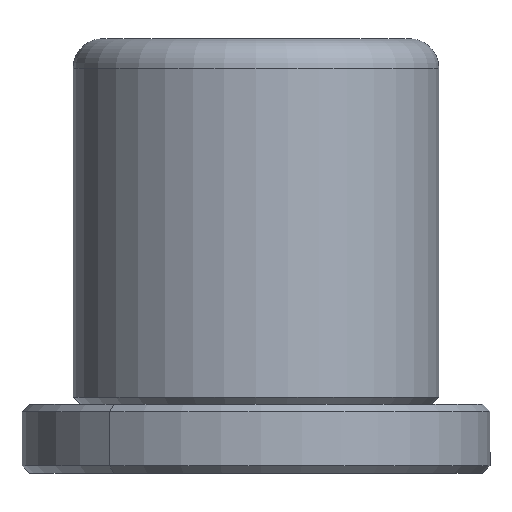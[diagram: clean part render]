
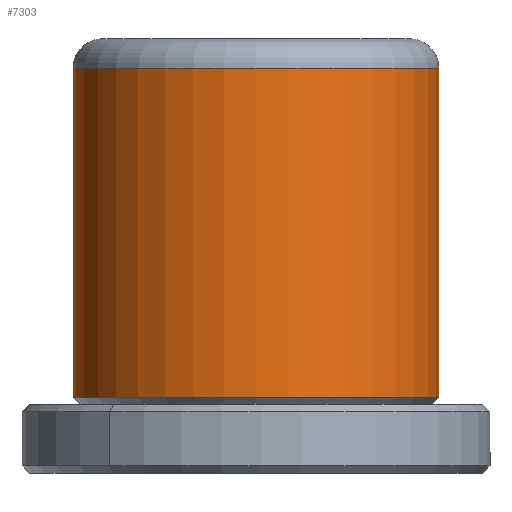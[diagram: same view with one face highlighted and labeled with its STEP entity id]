
A CAD part, front view. The second image highlights one B-rep face of the part: STEP entity #7303.
In plain terms, the highlighted cylindrical face has radius 12.5 mm (diameter 25 mm), a partial arc.
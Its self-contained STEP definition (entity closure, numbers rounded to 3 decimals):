
#116 = EDGE_CURVE ( 'NONE', #7318, #9649, #7891, .T. ) ;
#158 = AXIS2_PLACEMENT_3D ( 'NONE', #1829, #8275, #896 ) ;
#510 = ORIENTED_EDGE ( 'NONE', *, *, #9552, .T. ) ;
#896 = DIRECTION ( 'NONE',  ( 1., 0., 0. ) ) ;
#1120 = DIRECTION ( 'NONE',  ( 0., 0., -1. ) ) ;
#1172 = CARTESIAN_POINT ( 'NONE',  ( 10.995, 4.523, 12.5 ) ) ;
#1788 = VECTOR ( 'NONE', #3014, 1000. ) ;
#1829 = CARTESIAN_POINT ( 'NONE',  ( 10.995, 4.523, -12. ) ) ;
#1892 = DIRECTION ( 'NONE',  ( 0., 0., -1. ) ) ;
#2680 = DIRECTION ( 'NONE',  ( 0., 0., -1. ) ) ;
#2682 = ORIENTED_EDGE ( 'NONE', *, *, #9144, .F. ) ;
#3014 = DIRECTION ( 'NONE',  ( 0., 0., -1. ) ) ;
#3381 = VERTEX_POINT ( 'NONE', #6816 ) ;
#3564 = CARTESIAN_POINT ( 'NONE',  ( 10.995, 4.523, 10.5 ) ) ;
#3581 = EDGE_LOOP ( 'NONE', ( #2682, #510, #10093, #7587 ) ) ;
#3649 = VECTOR ( 'NONE', #2680, 1000. ) ;
#3801 = CYLINDRICAL_SURFACE ( 'NONE', #4368, 12.5 ) ;
#4368 = AXIS2_PLACEMENT_3D ( 'NONE', #1172, #1120, #9464 ) ;
#4425 = CARTESIAN_POINT ( 'NONE',  ( 23.495, 4.523, -12. ) ) ;
#4553 = CIRCLE ( 'NONE', #4881, 12.5 ) ;
#4694 = CARTESIAN_POINT ( 'NONE',  ( 23.495, 4.523, 12.5 ) ) ;
#4881 = AXIS2_PLACEMENT_3D ( 'NONE', #3564, #1892, #6847 ) ;
#4988 = EDGE_CURVE ( 'NONE', #3381, #7318, #7309, .T. ) ;
#6459 = LINE ( 'NONE', #4694, #1788 ) ;
#6816 = CARTESIAN_POINT ( 'NONE',  ( -1.505, 4.523, 10.5 ) ) ;
#6847 = DIRECTION ( 'NONE',  ( 1., 0., 0. ) ) ;
#7303 = ADVANCED_FACE ( 'NONE', ( #8551 ), #3801, .T. ) ;
#7309 = LINE ( 'NONE', #9206, #3649 ) ;
#7318 = VERTEX_POINT ( 'NONE', #7842 ) ;
#7334 = CARTESIAN_POINT ( 'NONE',  ( 23.495, 4.523, 10.5 ) ) ;
#7587 = ORIENTED_EDGE ( 'NONE', *, *, #116, .T. ) ;
#7842 = CARTESIAN_POINT ( 'NONE',  ( -1.505, 4.523, -12. ) ) ;
#7891 = CIRCLE ( 'NONE', #158, 12.5 ) ;
#8275 = DIRECTION ( 'NONE',  ( 0., 0., 1. ) ) ;
#8551 = FACE_OUTER_BOUND ( 'NONE', #3581, .T. ) ;
#8647 = VERTEX_POINT ( 'NONE', #7334 ) ;
#9144 = EDGE_CURVE ( 'NONE', #8647, #9649, #6459, .T. ) ;
#9206 = CARTESIAN_POINT ( 'NONE',  ( -1.505, 4.523, 12.5 ) ) ;
#9464 = DIRECTION ( 'NONE',  ( -1., 0., 0. ) ) ;
#9552 = EDGE_CURVE ( 'NONE', #8647, #3381, #4553, .T. ) ;
#9649 = VERTEX_POINT ( 'NONE', #4425 ) ;
#10093 = ORIENTED_EDGE ( 'NONE', *, *, #4988, .T. ) ;
